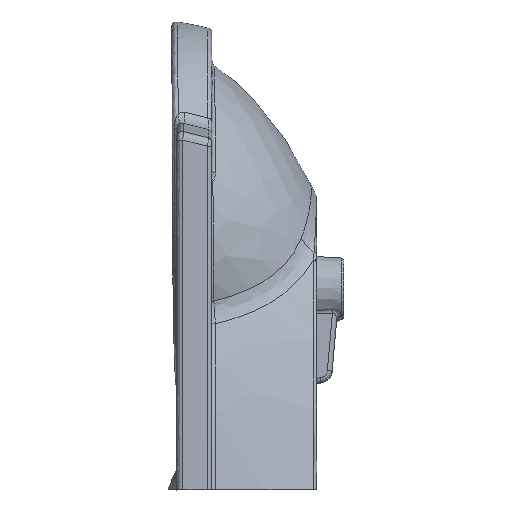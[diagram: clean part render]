
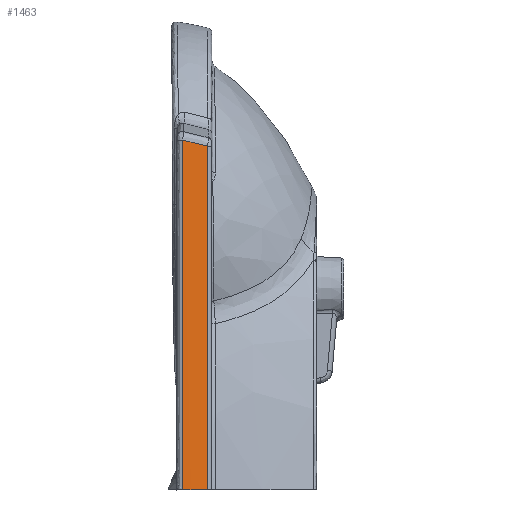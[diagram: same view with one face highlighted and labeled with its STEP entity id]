
A CAD part, left-side view. The second image highlights one B-rep face of the part: STEP entity #1463.
In plain terms, the highlighted cylindrical face has radius 300 mm (diameter 600 mm), a partial arc.
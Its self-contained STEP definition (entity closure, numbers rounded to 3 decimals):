
#237=CYLINDRICAL_SURFACE('',#7793,300.);
#325=CIRCLE('',#7625,300.);
#582=LINE('',#15306,#729);
#729=VECTOR('',#8163,1.);
#1463=ADVANCED_FACE('',(#1974),#237,.T.);
#1974=FACE_OUTER_BOUND('',#2467,.T.);
#2467=EDGE_LOOP('',(#4129,#4130,#4131,#4132));
#4129=ORIENTED_EDGE('',*,*,#6497,.T.);
#4130=ORIENTED_EDGE('',*,*,#6498,.F.);
#4131=ORIENTED_EDGE('',*,*,#5920,.T.);
#4132=ORIENTED_EDGE('',*,*,#5910,.F.);
#5155=VERTEX_POINT('',#15305);
#5156=VERTEX_POINT('',#15307);
#5165=VERTEX_POINT('',#15346);
#5515=VERTEX_POINT('',#32916);
#5910=EDGE_CURVE('',#5155,#5156,#582,.T.);
#5920=EDGE_CURVE('',#5165,#5156,#325,.T.);
#6497=EDGE_CURVE('',#5155,#5515,#7301,.T.);
#6498=EDGE_CURVE('',#5165,#5515,#7302,.T.);
#7301=B_SPLINE_CURVE_WITH_KNOTS('',3,(#32917,#32918,#32919,#32920),
 .UNSPECIFIED.,.F.,.F.,(4,4),(0.,1.),.UNSPECIFIED.);
#7302=B_SPLINE_CURVE_WITH_KNOTS('',3,(#32945,#32946,#32947,#32948,#32949,
#32950,#32951,#32952,#32953,#32954,#32955,#32956,#32957,#32958,#32959,#32960,
#32961,#32962,#32963,#32964,#32965,#32966,#32967,#32968,#32969,#32970,#32971,
#32972,#32973),.UNSPECIFIED.,.F.,.F.,(4,2,2,1,1,1,1,2,2,1,1,1,2,2,1,1,2,
2,4),(0.,0.25,0.375,0.438,0.469,0.484,0.492,0.496,
0.5,0.563,0.594,0.609,0.617,0.625,0.688,0.719,0.734,0.75,
1.),.UNSPECIFIED.);
#7625=AXIS2_PLACEMENT_3D('',#15345,#8174,#8175);
#7793=AXIS2_PLACEMENT_3D('',#32974,#8568,#8569);
#8163=DIRECTION('',(0.,0.,-1.));
#8174=DIRECTION('',(0.,0.,1.));
#8175=DIRECTION('',(-0.995,-0.103,0.));
#8568=DIRECTION('',(0.,0.,1.));
#8569=DIRECTION('',(-1.,0.,0.));
#15305=CARTESIAN_POINT('',(-325.016,104.808,163.298));
#15306=CARTESIAN_POINT('',(-325.016,104.808,172.103));
#15307=CARTESIAN_POINT('',(-325.016,104.808,-230.));
#15345=CARTESIAN_POINT('',(-30.994,164.401,-230.));
#15346=CARTESIAN_POINT('',(-329.386,133.38,-230.));
#32916=CARTESIAN_POINT('',(-329.377,133.295,169.92));
#32917=CARTESIAN_POINT('',(-325.016,104.808,163.298));
#32918=CARTESIAN_POINT('',(-326.92,114.202,165.914));
#32919=CARTESIAN_POINT('',(-328.378,123.712,168.122));
#32920=CARTESIAN_POINT('',(-329.377,133.295,169.92));
#32945=CARTESIAN_POINT('',(-329.386,133.38,-230.));
#32946=CARTESIAN_POINT('',(-329.383,133.348,-199.103));
#32947=CARTESIAN_POINT('',(-329.38,133.323,-167.202));
#32948=CARTESIAN_POINT('',(-329.377,133.296,-117.842));
#32949=CARTESIAN_POINT('',(-329.376,133.288,-101.138));
#32950=CARTESIAN_POINT('',(-329.375,133.279,-75.705));
#32951=CARTESIAN_POINT('',(-329.375,133.274,-62.894));
#32952=CARTESIAN_POINT('',(-329.374,133.271,-47.783));
#32953=CARTESIAN_POINT('',(-329.374,133.269,-40.186));
#32954=CARTESIAN_POINT('',(-329.374,133.269,-36.378));
#32955=CARTESIAN_POINT('',(-329.374,133.268,-34.743));
#32956=CARTESIAN_POINT('',(-329.374,133.268,-33.653));
#32957=CARTESIAN_POINT('',(-329.374,133.268,-33.078));
#32958=CARTESIAN_POINT('',(-329.374,133.266,-24.302));
#32959=CARTESIAN_POINT('',(-329.374,133.265,-11.837));
#32960=CARTESIAN_POINT('',(-329.374,133.264,2.837));
#32961=CARTESIAN_POINT('',(-329.374,133.264,10.206));
#32962=CARTESIAN_POINT('',(-329.374,133.264,13.371));
#32963=CARTESIAN_POINT('',(-329.374,133.264,15.483));
#32964=CARTESIAN_POINT('',(-329.374,133.264,16.501));
#32965=CARTESIAN_POINT('',(-329.374,133.264,26.368));
#32966=CARTESIAN_POINT('',(-329.374,133.264,39.255));
#32967=CARTESIAN_POINT('',(-329.374,133.265,53.817));
#32968=CARTESIAN_POINT('',(-329.374,133.266,59.957));
#32969=CARTESIAN_POINT('',(-329.374,133.267,64.027));
#32970=CARTESIAN_POINT('',(-329.374,133.267,66.005));
#32971=CARTESIAN_POINT('',(-329.375,133.272,101.021));
#32972=CARTESIAN_POINT('',(-329.376,133.281,134.973));
#32973=CARTESIAN_POINT('',(-329.377,133.295,169.92));
#32974=CARTESIAN_POINT('',(-30.994,164.401,320.));
